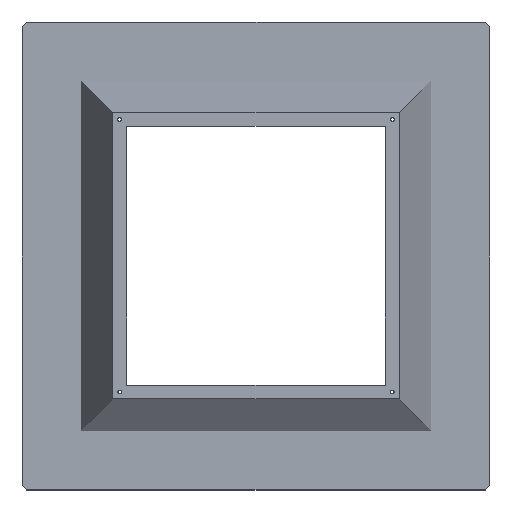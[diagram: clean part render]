
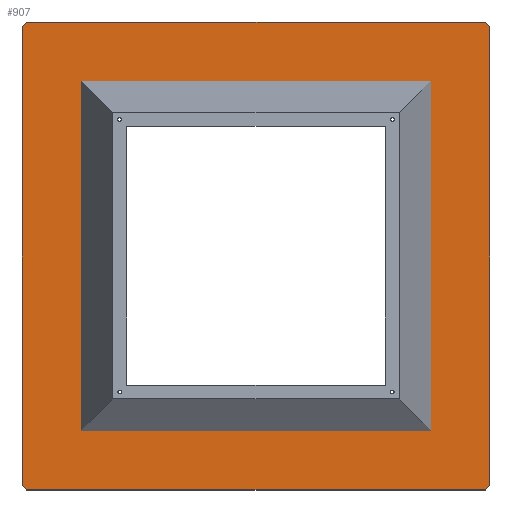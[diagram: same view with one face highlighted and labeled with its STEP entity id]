
A CAD part, top view. The second image highlights one B-rep face of the part: STEP entity #907.
In plain terms, the highlighted planar face has unit normal (0, 0, 1).
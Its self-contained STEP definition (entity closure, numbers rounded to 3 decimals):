
#9 = EDGE_LOOP ( 'NONE', ( #526, #752, #551, #866, #559, #870, #161, #846 ) ) ;
#41 = EDGE_CURVE ( 'NONE', #122, #1030, #638, .T. ) ;
#71 = DIRECTION ( 'NONE',  ( -0.707, -0.707, 0. ) ) ;
#79 = VERTEX_POINT ( 'NONE', #465 ) ;
#81 = CARTESIAN_POINT ( 'NONE',  ( -515., 515., 0. ) ) ;
#82 = LINE ( 'NONE', #557, #939 ) ;
#85 = CARTESIAN_POINT ( 'NONE',  ( -515., -505., 0. ) ) ;
#110 = VECTOR ( 'NONE', #448, 1000. ) ;
#122 = VERTEX_POINT ( 'NONE', #458 ) ;
#128 = VECTOR ( 'NONE', #867, 1000. ) ;
#161 = ORIENTED_EDGE ( 'NONE', *, *, #428, .T. ) ;
#166 = CARTESIAN_POINT ( 'NONE',  ( 515., 505., 0. ) ) ;
#175 = VECTOR ( 'NONE', #596, 1000. ) ;
#189 = CARTESIAN_POINT ( 'NONE',  ( 515., -505., 0. ) ) ;
#194 = ORIENTED_EDGE ( 'NONE', *, *, #574, .F. ) ;
#195 = AXIS2_PLACEMENT_3D ( 'NONE', #427, #1111, #1015 ) ;
#211 = CARTESIAN_POINT ( 'NONE',  ( 515., -515., 0. ) ) ;
#216 = LINE ( 'NONE', #560, #332 ) ;
#252 = CARTESIAN_POINT ( 'NONE',  ( 505., -515., 0. ) ) ;
#257 = PLANE ( 'NONE',  #195 ) ;
#259 = VERTEX_POINT ( 'NONE', #576 ) ;
#273 = CARTESIAN_POINT ( 'NONE',  ( 515., 515., 0. ) ) ;
#282 = DIRECTION ( 'NONE',  ( 0., 1., 0. ) ) ;
#295 = VERTEX_POINT ( 'NONE', #734 ) ;
#296 = ORIENTED_EDGE ( 'NONE', *, *, #733, .F. ) ;
#318 = VERTEX_POINT ( 'NONE', #334 ) ;
#332 = VECTOR ( 'NONE', #996, 1000. ) ;
#334 = CARTESIAN_POINT ( 'NONE',  ( 515., 505., 0. ) ) ;
#377 = EDGE_CURVE ( 'NONE', #1030, #750, #512, .T. ) ;
#389 = ORIENTED_EDGE ( 'NONE', *, *, #792, .F. ) ;
#410 = CARTESIAN_POINT ( 'NONE',  ( -515., -505., 0. ) ) ;
#427 = CARTESIAN_POINT ( 'NONE',  ( 0., 0., 0. ) ) ;
#428 = EDGE_CURVE ( 'NONE', #79, #724, #776, .T. ) ;
#445 = CARTESIAN_POINT ( 'NONE',  ( 385., -385., 0. ) ) ;
#448 = DIRECTION ( 'NONE',  ( 0., -1., 0. ) ) ;
#452 = LINE ( 'NONE', #273, #1102 ) ;
#454 = LINE ( 'NONE', #81, #480 ) ;
#458 = CARTESIAN_POINT ( 'NONE',  ( -505., -515., 0. ) ) ;
#465 = CARTESIAN_POINT ( 'NONE',  ( 505., 515., 0. ) ) ;
#480 = VECTOR ( 'NONE', #785, 1000. ) ;
#484 = VERTEX_POINT ( 'NONE', #445 ) ;
#501 = DIRECTION ( 'NONE',  ( 0.707, -0.707, 0. ) ) ;
#504 = ORIENTED_EDGE ( 'NONE', *, *, #696, .F. ) ;
#506 = CARTESIAN_POINT ( 'NONE',  ( -505., 515., 0. ) ) ;
#507 = LINE ( 'NONE', #1058, #522 ) ;
#509 = EDGE_CURVE ( 'NONE', #705, #569, #454, .T. ) ;
#512 = LINE ( 'NONE', #252, #175 ) ;
#522 = VECTOR ( 'NONE', #1048, 1000. ) ;
#526 = ORIENTED_EDGE ( 'NONE', *, *, #509, .T. ) ;
#537 = CARTESIAN_POINT ( 'NONE',  ( 515., 515., 0. ) ) ;
#540 = DIRECTION ( 'NONE',  ( 0., 1., 0. ) ) ;
#551 = ORIENTED_EDGE ( 'NONE', *, *, #41, .T. ) ;
#557 = CARTESIAN_POINT ( 'NONE',  ( 385., 385., 0. ) ) ;
#559 = ORIENTED_EDGE ( 'NONE', *, *, #1112, .T. ) ;
#560 = CARTESIAN_POINT ( 'NONE',  ( -385., 385., 0. ) ) ;
#569 = VERTEX_POINT ( 'NONE', #85 ) ;
#574 = EDGE_CURVE ( 'NONE', #632, #259, #216, .T. ) ;
#575 = FACE_BOUND ( 'NONE', #621, .T. ) ;
#576 = CARTESIAN_POINT ( 'NONE',  ( -385., 385., 0. ) ) ;
#596 = DIRECTION ( 'NONE',  ( 0.707, 0.707, 0. ) ) ;
#621 = EDGE_LOOP ( 'NONE', ( #389, #296, #504, #194 ) ) ;
#632 = VERTEX_POINT ( 'NONE', #924 ) ;
#638 = LINE ( 'NONE', #211, #905 ) ;
#648 = EDGE_CURVE ( 'NONE', #569, #122, #986, .T. ) ;
#694 = VECTOR ( 'NONE', #1107, 1000. ) ;
#695 = LINE ( 'NONE', #506, #772 ) ;
#696 = EDGE_CURVE ( 'NONE', #259, #295, #746, .T. ) ;
#705 = VERTEX_POINT ( 'NONE', #790 ) ;
#724 = VERTEX_POINT ( 'NONE', #865 ) ;
#733 = EDGE_CURVE ( 'NONE', #295, #484, #507, .T. ) ;
#734 = CARTESIAN_POINT ( 'NONE',  ( -385., -385., 0. ) ) ;
#746 = LINE ( 'NONE', #954, #110 ) ;
#750 = VERTEX_POINT ( 'NONE', #189 ) ;
#752 = ORIENTED_EDGE ( 'NONE', *, *, #648, .T. ) ;
#759 = VECTOR ( 'NONE', #501, 1000. ) ;
#772 = VECTOR ( 'NONE', #71, 1000. ) ;
#776 = LINE ( 'NONE', #537, #128 ) ;
#785 = DIRECTION ( 'NONE',  ( 0., -1., 0. ) ) ;
#790 = CARTESIAN_POINT ( 'NONE',  ( -515., 505., 0. ) ) ;
#792 = EDGE_CURVE ( 'NONE', #484, #632, #82, .T. ) ;
#846 = ORIENTED_EDGE ( 'NONE', *, *, #857, .T. ) ;
#857 = EDGE_CURVE ( 'NONE', #724, #705, #695, .T. ) ;
#865 = CARTESIAN_POINT ( 'NONE',  ( -505., 515., 0. ) ) ;
#866 = ORIENTED_EDGE ( 'NONE', *, *, #377, .T. ) ;
#867 = DIRECTION ( 'NONE',  ( -1., 0., 0. ) ) ;
#870 = ORIENTED_EDGE ( 'NONE', *, *, #1099, .T. ) ;
#891 = DIRECTION ( 'NONE',  ( 1., 0., 0. ) ) ;
#905 = VECTOR ( 'NONE', #891, 1000. ) ;
#907 = ADVANCED_FACE ( 'NONE', ( #1059, #575 ), #257, .F. ) ;
#924 = CARTESIAN_POINT ( 'NONE',  ( 385., 385., 0. ) ) ;
#939 = VECTOR ( 'NONE', #282, 1000. ) ;
#954 = CARTESIAN_POINT ( 'NONE',  ( -385., 385., 0. ) ) ;
#986 = LINE ( 'NONE', #410, #759 ) ;
#996 = DIRECTION ( 'NONE',  ( -1., 0., 0. ) ) ;
#1015 = DIRECTION ( 'NONE',  ( -1., 0., 0. ) ) ;
#1030 = VERTEX_POINT ( 'NONE', #1093 ) ;
#1048 = DIRECTION ( 'NONE',  ( 1., 0., 0. ) ) ;
#1058 = CARTESIAN_POINT ( 'NONE',  ( -385., -385., 0. ) ) ;
#1059 = FACE_OUTER_BOUND ( 'NONE', #9, .T. ) ;
#1074 = LINE ( 'NONE', #166, #694 ) ;
#1093 = CARTESIAN_POINT ( 'NONE',  ( 505., -515., 0. ) ) ;
#1099 = EDGE_CURVE ( 'NONE', #318, #79, #1074, .T. ) ;
#1102 = VECTOR ( 'NONE', #540, 1000. ) ;
#1107 = DIRECTION ( 'NONE',  ( -0.707, 0.707, 0. ) ) ;
#1111 = DIRECTION ( 'NONE',  ( 0., 0., -1. ) ) ;
#1112 = EDGE_CURVE ( 'NONE', #750, #318, #452, .T. ) ;
